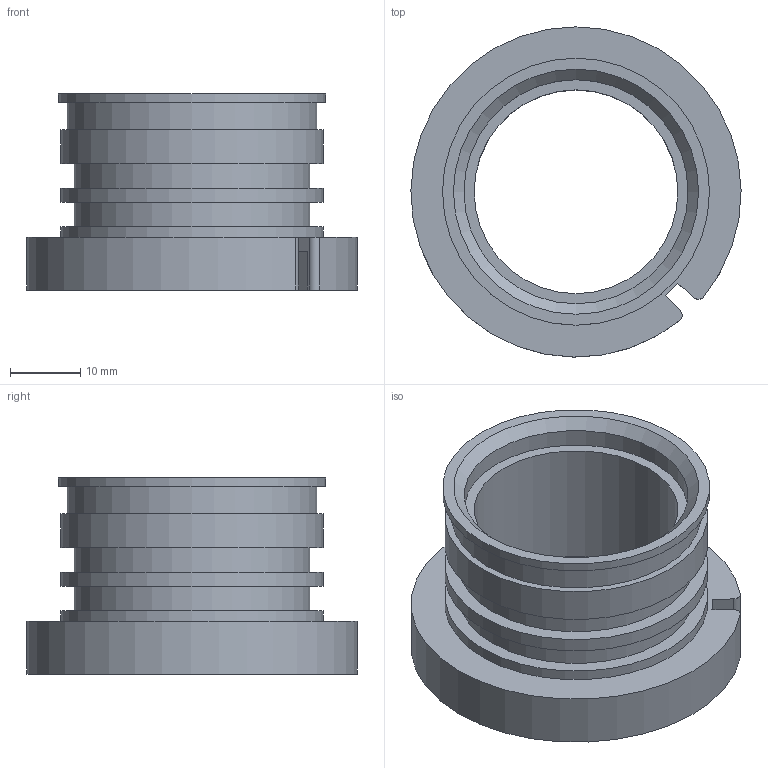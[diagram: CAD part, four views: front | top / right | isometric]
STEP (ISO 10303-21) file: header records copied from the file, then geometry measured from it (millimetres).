
FILE_DESCRIPTION(/* description */ (''),/* implementation_level */ '2;1');
FILE_NAME(/* name */ 'Adaptateur Aquatica v36.step',/* time_stamp */ '2024-03-03T16:53:05+01:00',/* author */ (''),/* organization */ (''),/* preprocessor_version */ 'ST-DEVELOPER v20',/* originating_system */ 'Autodesk Translation Framework v12.20.1.177',/* authorisation */ '');
FILE_SCHEMA (('AUTOMOTIVE_DESIGN { 1 0 10303 214 3 1 1 }'));
Length unit declared in the file: millimetre
Products named in the file (1): Adaptateur Aquatica
Bounding box: 47 x 47 x 27.91 mm (x, y, z)
Volume: 9668 mm3; surface area: 9436.2 mm2
Topology: 1 solids, 1 shells, 36 faces, 70 edges, 46 vertices
Faces by surface type: plane 16, cylinder 15, bspline 2, cone 2, torus 1
Full cylindrical faces by diameter (mm): 2.5 x2, 29 x1, 31.875 x1, 33.538 x1, 33.545 x1, 35.499 x1, 37.4 x3, 38 x1
Entity records: 1024 total; most frequent: CARTESIAN_POINT 210, DIRECTION 179, ORIENTED_EDGE 140, AXIS2_PLACEMENT_3D 75, EDGE_CURVE 70, EDGE_LOOP 48, VERTEX_POINT 46, CIRCLE 40
